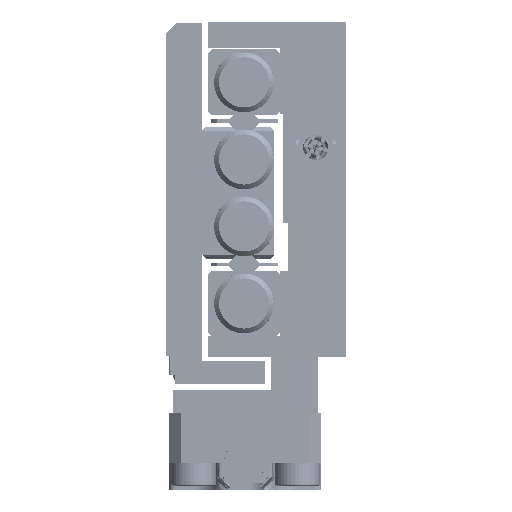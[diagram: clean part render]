
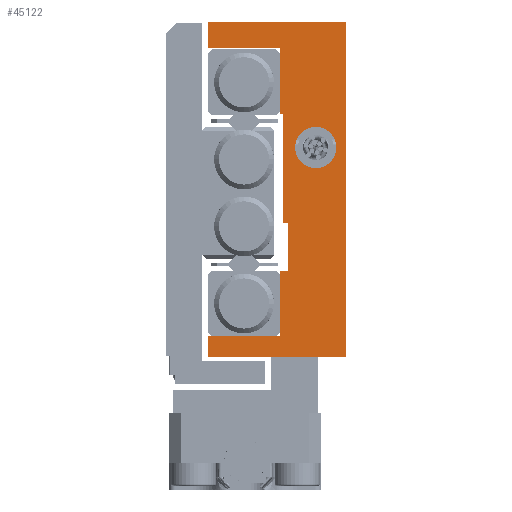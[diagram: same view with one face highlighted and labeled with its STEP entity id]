
A CAD part, left-side view. The second image highlights one B-rep face of the part: STEP entity #45122.
In plain terms, the highlighted planar face has unit normal (-1, 0, 0).
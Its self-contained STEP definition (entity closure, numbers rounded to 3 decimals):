
#2 = DIRECTION ( 'NONE',  ( 0., 1., 0. ) ) ;
#142 = VERTEX_POINT ( 'NONE', #45878 ) ;
#940 = CARTESIAN_POINT ( 'NONE',  ( -60., 0., -14. ) ) ;
#2165 = LINE ( 'NONE', #90112, #37675 ) ;
#2838 = FACE_OUTER_BOUND ( 'NONE', #86812, .T. ) ;
#3157 = DIRECTION ( 'NONE',  ( 0., -1., 0. ) ) ;
#3305 = CARTESIAN_POINT ( 'NONE',  ( -60., 2.5, 5.227 ) ) ;
#4701 = LINE ( 'NONE', #32567, #28633 ) ;
#4850 = VECTOR ( 'NONE', #71864, 1000. ) ;
#4972 = EDGE_LOOP ( 'NONE', ( #24325, #94052 ) ) ;
#5298 = VERTEX_POINT ( 'NONE', #83143 ) ;
#5781 = CARTESIAN_POINT ( 'NONE',  ( -60., 11.5, -14. ) ) ;
#5936 = AXIS2_PLACEMENT_3D ( 'NONE', #61897, #17812, #25448 ) ;
#6066 = EDGE_CURVE ( 'NONE', #21513, #65824, #16246, .T. ) ;
#6158 = CARTESIAN_POINT ( 'NONE',  ( -60., 2.5, 3.5 ) ) ;
#8202 = CARTESIAN_POINT ( 'NONE',  ( -60., 5.2, -2.8 ) ) ;
#8957 = CARTESIAN_POINT ( 'NONE',  ( -60., 2.5, 3.5 ) ) ;
#9482 = VERTEX_POINT ( 'NONE', #3305 ) ;
#12426 = DIRECTION ( 'NONE',  ( 0., 0., 1. ) ) ;
#12915 = EDGE_CURVE ( 'NONE', #59047, #5298, #22929, .T. ) ;
#13204 = LINE ( 'NONE', #28994, #93855 ) ;
#14319 = EDGE_CURVE ( 'NONE', #61663, #43580, #89091, .T. ) ;
#14775 = ORIENTED_EDGE ( 'NONE', *, *, #57202, .F. ) ;
#14781 = CARTESIAN_POINT ( 'NONE',  ( -60., 5.5, -14. ) ) ;
#14894 = DIRECTION ( 'NONE',  ( 0., 0., 1. ) ) ;
#16085 = DIRECTION ( 'NONE',  ( 0., 0., 1. ) ) ;
#16246 = LINE ( 'NONE', #30113, #85770 ) ;
#17812 = DIRECTION ( 'NONE',  ( 1., 0., 0. ) ) ;
#20712 = ORIENTED_EDGE ( 'NONE', *, *, #44920, .F. ) ;
#21383 = CARTESIAN_POINT ( 'NONE',  ( -60., 5.2, 6.3 ) ) ;
#21483 = VECTOR ( 'NONE', #88258, 1000. ) ;
#21511 = DIRECTION ( 'NONE',  ( 0., 0., 1. ) ) ;
#21513 = VERTEX_POINT ( 'NONE', #33601 ) ;
#22280 = VERTEX_POINT ( 'NONE', #73423 ) ;
#22929 = LINE ( 'NONE', #73313, #38570 ) ;
#23048 = VECTOR ( 'NONE', #3157, 1000. ) ;
#23082 = CARTESIAN_POINT ( 'NONE',  ( -60., 11.5, 14. ) ) ;
#23130 = CARTESIAN_POINT ( 'NONE',  ( -60., 4.8, -6.8 ) ) ;
#23412 = DIRECTION ( 'NONE',  ( 0., 0., 1. ) ) ;
#24325 = ORIENTED_EDGE ( 'NONE', *, *, #54355, .F. ) ;
#24338 = ORIENTED_EDGE ( 'NONE', *, *, #54353, .T. ) ;
#25448 = DIRECTION ( 'NONE',  ( 0., 0., -1. ) ) ;
#26399 = VECTOR ( 'NONE', #16085, 1000. ) ;
#26796 = CARTESIAN_POINT ( 'NONE',  ( -60., 4.8, -2.8 ) ) ;
#27638 = DIRECTION ( 'NONE',  ( 0., 0., 1. ) ) ;
#28633 = VECTOR ( 'NONE', #63272, 1000. ) ;
#28994 = CARTESIAN_POINT ( 'NONE',  ( -60., 11.5, 14. ) ) ;
#29086 = EDGE_CURVE ( 'NONE', #44946, #142, #13204, .T. ) ;
#29389 = VECTOR ( 'NONE', #81048, 1000. ) ;
#29539 = LINE ( 'NONE', #65552, #85771 ) ;
#30113 = CARTESIAN_POINT ( 'NONE',  ( -60., 11.5, -14. ) ) ;
#32236 = ORIENTED_EDGE ( 'NONE', *, *, #74193, .T. ) ;
#32567 = CARTESIAN_POINT ( 'NONE',  ( -60., 5.5, -12.3 ) ) ;
#33550 = CARTESIAN_POINT ( 'NONE',  ( -60., 4.8, -2.8 ) ) ;
#33601 = CARTESIAN_POINT ( 'NONE',  ( -60., 11.5, -12.3 ) ) ;
#34888 = LINE ( 'NONE', #26796, #4850 ) ;
#35536 = EDGE_CURVE ( 'NONE', #43025, #47109, #2165, .T. ) ;
#35761 = ORIENTED_EDGE ( 'NONE', *, *, #12915, .F. ) ;
#35833 = ORIENTED_EDGE ( 'NONE', *, *, #6066, .T. ) ;
#36332 = DIRECTION ( 'NONE',  ( -1., 0., 0. ) ) ;
#36822 = LINE ( 'NONE', #14781, #21483 ) ;
#37141 = CARTESIAN_POINT ( 'NONE',  ( -60., 5.5, -6.8 ) ) ;
#37323 = DIRECTION ( 'NONE',  ( 0., 0., -1. ) ) ;
#37675 = VECTOR ( 'NONE', #41557, 1000. ) ;
#38137 = CARTESIAN_POINT ( 'NONE',  ( -60., 4.8, -6.8 ) ) ;
#38570 = VECTOR ( 'NONE', #21511, 1000. ) ;
#41557 = DIRECTION ( 'NONE',  ( 0., 0., 1. ) ) ;
#43025 = VERTEX_POINT ( 'NONE', #940 ) ;
#43580 = VERTEX_POINT ( 'NONE', #33550 ) ;
#44920 = EDGE_CURVE ( 'NONE', #72897, #59047, #82095, .T. ) ;
#44946 = VERTEX_POINT ( 'NONE', #23082 ) ;
#45122 = ADVANCED_FACE ( 'NONE', ( #2838, #54242 ), #91722, .F. ) ;
#45878 = CARTESIAN_POINT ( 'NONE',  ( -60., 11.5, 11.8 ) ) ;
#46900 = CIRCLE ( 'NONE', #92889, 1.727 ) ;
#46916 = CARTESIAN_POINT ( 'NONE',  ( -60., 5.5, 11.8 ) ) ;
#47109 = VERTEX_POINT ( 'NONE', #76226 ) ;
#50196 = ORIENTED_EDGE ( 'NONE', *, *, #66978, .F. ) ;
#50387 = LINE ( 'NONE', #57551, #29389 ) ;
#52688 = EDGE_CURVE ( 'NONE', #70615, #61663, #29539, .T. ) ;
#54242 = FACE_BOUND ( 'NONE', #4972, .T. ) ;
#54353 = EDGE_CURVE ( 'NONE', #65824, #43025, #36822, .T. ) ;
#54355 = EDGE_CURVE ( 'NONE', #9482, #22280, #65918, .T. ) ;
#54674 = EDGE_CURVE ( 'NONE', #142, #5298, #69412, .T. ) ;
#55974 = VECTOR ( 'NONE', #27638, 1000. ) ;
#57202 = EDGE_CURVE ( 'NONE', #44946, #47109, #50387, .T. ) ;
#57551 = CARTESIAN_POINT ( 'NONE',  ( -60., 5.5, 14. ) ) ;
#58514 = CARTESIAN_POINT ( 'NONE',  ( -60., 5.5, 6.3 ) ) ;
#59047 = VERTEX_POINT ( 'NONE', #58514 ) ;
#59504 = CARTESIAN_POINT ( 'NONE',  ( -60., 5.2, 6.3 ) ) ;
#59509 = EDGE_CURVE ( 'NONE', #43580, #71287, #34888, .T. ) ;
#61052 = VERTEX_POINT ( 'NONE', #77916 ) ;
#61663 = VERTEX_POINT ( 'NONE', #23130 ) ;
#61848 = ORIENTED_EDGE ( 'NONE', *, *, #14319, .F. ) ;
#61897 = CARTESIAN_POINT ( 'NONE',  ( -60., 5.5, -14. ) ) ;
#62378 = ORIENTED_EDGE ( 'NONE', *, *, #66126, .F. ) ;
#63272 = DIRECTION ( 'NONE',  ( 0., 1., 0. ) ) ;
#63538 = ORIENTED_EDGE ( 'NONE', *, *, #29086, .T. ) ;
#64100 = LINE ( 'NONE', #93435, #55974 ) ;
#64231 = DIRECTION ( 'NONE',  ( -1., 0., 0. ) ) ;
#65552 = CARTESIAN_POINT ( 'NONE',  ( -60., 5.5, -6.8 ) ) ;
#65824 = VERTEX_POINT ( 'NONE', #5781 ) ;
#65918 = CIRCLE ( 'NONE', #84343, 1.727 ) ;
#66126 = EDGE_CURVE ( 'NONE', #61052, #70615, #64100, .T. ) ;
#66978 = EDGE_CURVE ( 'NONE', #71287, #72897, #88853, .T. ) ;
#67227 = VECTOR ( 'NONE', #2, 1000. ) ;
#67566 = EDGE_CURVE ( 'NONE', #22280, #9482, #46900, .T. ) ;
#69412 = LINE ( 'NONE', #46916, #23048 ) ;
#69809 = VECTOR ( 'NONE', #14894, 1000. ) ;
#70615 = VERTEX_POINT ( 'NONE', #37141 ) ;
#71287 = VERTEX_POINT ( 'NONE', #8202 ) ;
#71864 = DIRECTION ( 'NONE',  ( 0., 1., 0. ) ) ;
#72897 = VERTEX_POINT ( 'NONE', #21383 ) ;
#73313 = CARTESIAN_POINT ( 'NONE',  ( -60., 5.5, -14. ) ) ;
#73423 = CARTESIAN_POINT ( 'NONE',  ( -60., 2.5, 1.773 ) ) ;
#74193 = EDGE_CURVE ( 'NONE', #61052, #21513, #4701, .T. ) ;
#75562 = ORIENTED_EDGE ( 'NONE', *, *, #35536, .T. ) ;
#76226 = CARTESIAN_POINT ( 'NONE',  ( -60., 0., 14. ) ) ;
#77916 = CARTESIAN_POINT ( 'NONE',  ( -60., 5.5, -12.3 ) ) ;
#79121 = ORIENTED_EDGE ( 'NONE', *, *, #52688, .F. ) ;
#79170 = ORIENTED_EDGE ( 'NONE', *, *, #54674, .T. ) ;
#79485 = DIRECTION ( 'NONE',  ( 0., -1., 0. ) ) ;
#81048 = DIRECTION ( 'NONE',  ( 0., -1., 0. ) ) ;
#81145 = CARTESIAN_POINT ( 'NONE',  ( -60., 5.5, 6.3 ) ) ;
#82095 = LINE ( 'NONE', #81145, #67227 ) ;
#83143 = CARTESIAN_POINT ( 'NONE',  ( -60., 5.5, 11.8 ) ) ;
#84343 = AXIS2_PLACEMENT_3D ( 'NONE', #8957, #36332, #23412 ) ;
#85770 = VECTOR ( 'NONE', #37323, 1000. ) ;
#85771 = VECTOR ( 'NONE', #79485, 1000. ) ;
#86812 = EDGE_LOOP ( 'NONE', ( #61848, #79121, #62378, #32236, #35833, #24338, #75562, #14775, #63538, #79170, #35761, #20712, #50196, #89489 ) ) ;
#87613 = DIRECTION ( 'NONE',  ( 0., 0., -1. ) ) ;
#88258 = DIRECTION ( 'NONE',  ( 0., -1., 0. ) ) ;
#88853 = LINE ( 'NONE', #59504, #69809 ) ;
#89091 = LINE ( 'NONE', #38137, #26399 ) ;
#89489 = ORIENTED_EDGE ( 'NONE', *, *, #59509, .F. ) ;
#90112 = CARTESIAN_POINT ( 'NONE',  ( -60., 0., -14. ) ) ;
#91722 = PLANE ( 'NONE',  #5936 ) ;
#92889 = AXIS2_PLACEMENT_3D ( 'NONE', #6158, #64231, #12426 ) ;
#93435 = CARTESIAN_POINT ( 'NONE',  ( -60., 5.5, -14. ) ) ;
#93855 = VECTOR ( 'NONE', #87613, 1000. ) ;
#94052 = ORIENTED_EDGE ( 'NONE', *, *, #67566, .F. ) ;
